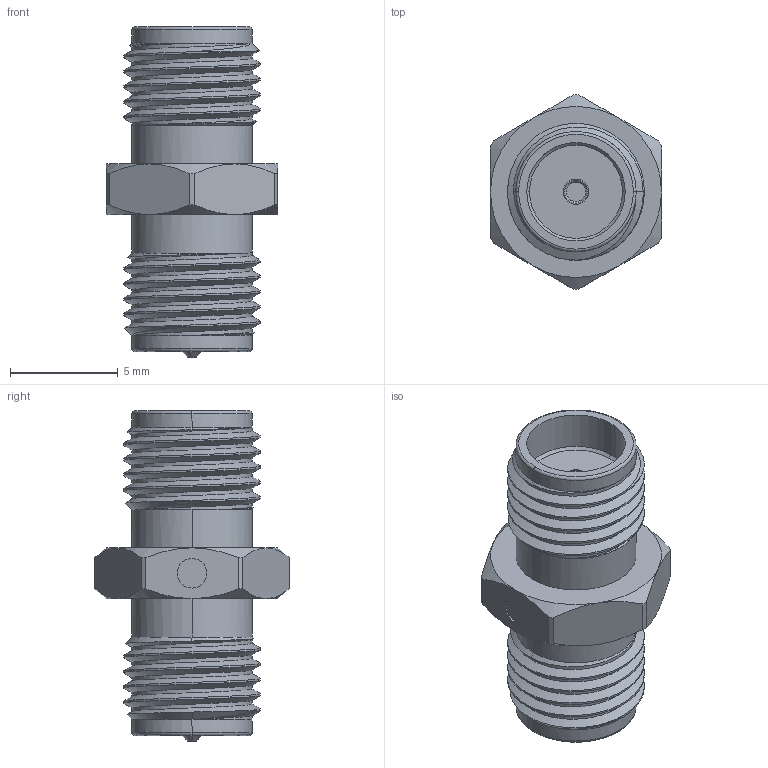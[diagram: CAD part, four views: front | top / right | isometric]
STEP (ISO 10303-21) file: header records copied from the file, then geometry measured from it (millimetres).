
FILE_DESCRIPTION (( 'STEP AP203' ), '1' );
FILE_NAME ('SM4907.step', '2019-07-16T15:48:07', ( '' ), ( '' ), 'SwSTEP 2.0', 'SolidWorks 2018', '' );
FILE_SCHEMA (( 'CONFIG_CONTROL_DESIGN' ));
Length unit declared in the file: inch
Products named in the file (1): SM4907
Bounding box: 7.94 x 9.02 x 15.32 mm (x, y, z)
Volume: 395.9 mm3; surface area: 650.7 mm2
Topology: 3 solids, 4 shells, 121 faces, 284 edges, 177 vertices
Faces by surface type: cylinder 50, cone 33, plane 28, bspline 6, torus 4
Entity records: 5708 total; most frequent: CARTESIAN_POINT 3055, ORIENTED_EDGE 568, DIRECTION 507, EDGE_CURVE 284, AXIS2_PLACEMENT_3D 211, VERTEX_POINT 177, EDGE_LOOP 127, FACE_OUTER_BOUND 121
